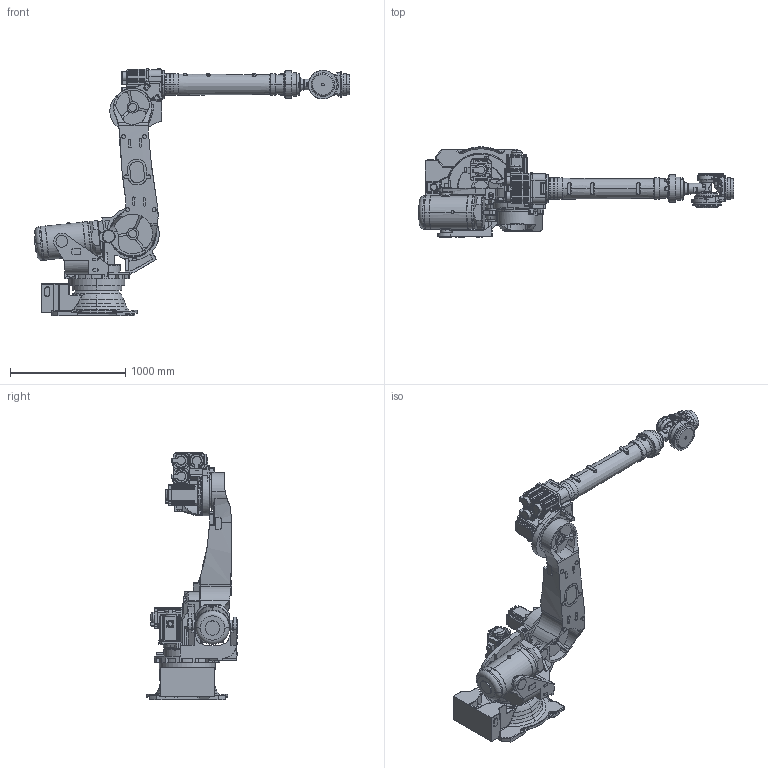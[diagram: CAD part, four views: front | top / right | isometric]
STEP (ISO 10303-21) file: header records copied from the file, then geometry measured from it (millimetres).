
FILE_DESCRIPTION (( 'STEP AP214' ), '1' );
FILE_NAME ('HH130L.STEP', '2018-06-20T00:38:15', ( 'Windows 餌辨濠' ), ( 'HRDG' ), 'SwSTEP 2.0', 'SolidWorks 2017', '' );
FILE_SCHEMA (( 'AUTOMOTIVE_DESIGN' ));
Length unit declared in the file: millimetre
Products named in the file (31): HH130L_WRIST CAP; HH130L_BS TUBE; HH130L_WRIST COVER; HH130L_R1 REDUCER; HH130L_H OUTPUT; HH130L_B REDUCER; HH130L_A2 ARM; HH130L_C REDUCER; HH130L; HH130L_S1 ASSY; HH130L_BASE BODY; HH130L_A1W1; HH130L_R1 OUTPUT; HH130L_MI; HH130L_R2 OUTPUT; HH130L_WRIST BODY; HH130L_V OUTPUT; HH130L_S1A2; HH130L_S H V MOTOR; HH130L_S1 OUTPUT; HH130L_MOTOR; HH130L_H REDUCER; HH130L_A1 PIPE; HH130L_S REDUCER; HH130L_A1 FRAME; HH130L_A2 FRAME_FEM; HH130L_B OUTPUT; HH130L_BS ROD; HH130L_WRIST HOLDER
Assembly tree (34 placements, depth 4):
  HH130L
    HH130L_A1W1
      HH130L_B OUTPUT
        HH130L_B REDUCER
        HH130L_R1 REDUCER
        HH130L_WRIST COVER
        HH130L_WRIST CAP
        HH130L_WRIST HOLDER
      HH130L_V OUTPUT
        HH130L_A1 FRAME
        HH130L_A1 PIPE
        HH130L_MOTOR  x3
        HH130L_S H V MOTOR
      HH130L_R2 OUTPUT
        HH130L_WRIST BODY
      HH130L_R1 OUTPUT
        HH130L_MI
    HH130L_S1A2
      HH130L_S1 ASSY
        HH130L_BASE BODY
      HH130L_H OUTPUT
        HH130L_C REDUCER
        HH130L_A2 ARM
      HH130L_BS TUBE
        HH130L_BS TUBE
      HH130L_BS ROD
        HH130L_BS ROD
      HH130L_S1 OUTPUT
        HH130L_S H V MOTOR  x2
        HH130L_A2 FRAME_FEM
        HH130L_S REDUCER
        HH130L_H REDUCER
Bounding box: 2743.57 x 786 x 2152.61 mm (x, y, z)
Volume: 346345181.7 mm3; surface area: 12138038.3 mm2
Topology: 23 solids, 23 shells, 3663 faces, 9317 edges, 5817 vertices
Faces by surface type: plane 1577, cylinder 1253, bspline 348, torus 342, sphere 89, cone 54
Entity records: 139571 total; most frequent: CARTESIAN_POINT 69174, ORIENTED_EDGE 14942, DIRECTION 14182, EDGE_CURVE 7471, AXIS2_PLACEMENT_3D 5416, VERTEX_POINT 4659, LINE 3350, VECTOR 3350
